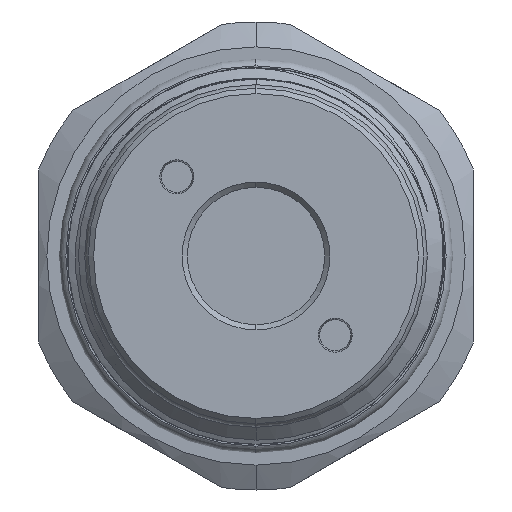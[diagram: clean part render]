
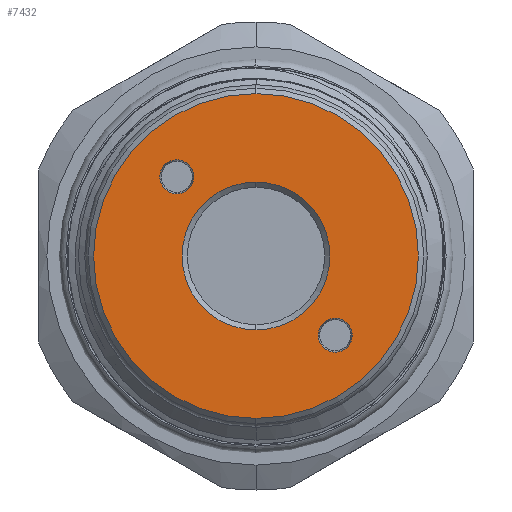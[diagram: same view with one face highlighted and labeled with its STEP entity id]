
A CAD part, left-side view. The second image highlights one B-rep face of the part: STEP entity #7432.
In plain terms, the highlighted planar face has unit normal (-1, 0, 0).
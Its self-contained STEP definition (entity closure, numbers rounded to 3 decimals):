
#119 = EDGE_CURVE ( 'NONE', #6599, #2070, #14366, .T. ) ;
#180 = AXIS2_PLACEMENT_3D ( 'NONE', #17381, #927, #16003 ) ;
#340 = CIRCLE ( 'NONE', #12893, 1.614 ) ;
#927 = DIRECTION ( 'NONE',  ( -1., 0., 0. ) ) ;
#1009 = EDGE_CURVE ( 'NONE', #3741, #14685, #4620, .T. ) ;
#1017 = DIRECTION ( 'NONE',  ( -1., 0., 0. ) ) ;
#1385 = EDGE_CURVE ( 'NONE', #14252, #10395, #13704, .T. ) ;
#1453 = DIRECTION ( 'NONE',  ( 0., 0., 1. ) ) ;
#1462 = CARTESIAN_POINT ( 'NONE',  ( 5.485, 0., 0. ) ) ;
#1717 = DIRECTION ( 'NONE',  ( 0., 0., -1. ) ) ;
#1883 = DIRECTION ( 'NONE',  ( 1., 0., 0. ) ) ;
#2051 = ORIENTED_EDGE ( 'NONE', *, *, #1385, .T. ) ;
#2070 = VERTEX_POINT ( 'NONE', #16727 ) ;
#2361 = FACE_OUTER_BOUND ( 'NONE', #17551, .T. ) ;
#2421 = DIRECTION ( 'NONE',  ( 0., 0., -1. ) ) ;
#2489 = EDGE_LOOP ( 'NONE', ( #7094, #17215 ) ) ;
#2779 = CARTESIAN_POINT ( 'NONE',  ( 5.485, -7.495, -9.11 ) ) ;
#2840 = AXIS2_PLACEMENT_3D ( 'NONE', #12045, #8954, #17194 ) ;
#3681 = CIRCLE ( 'NONE', #8355, 1.614 ) ;
#3741 = VERTEX_POINT ( 'NONE', #17458 ) ;
#4004 = DIRECTION ( 'NONE',  ( 0., 0., -1. ) ) ;
#4142 = AXIS2_PLACEMENT_3D ( 'NONE', #5531, #9667, #13763 ) ;
#4353 = EDGE_CURVE ( 'NONE', #2070, #6599, #7154, .T. ) ;
#4616 = EDGE_LOOP ( 'NONE', ( #13748, #5742 ) ) ;
#4620 = CIRCLE ( 'NONE', #180, 1.614 ) ;
#4653 = CARTESIAN_POINT ( 'NONE',  ( 5.485, 0., 7. ) ) ;
#4718 = DIRECTION ( 'NONE',  ( 0., 0., -1. ) ) ;
#5018 = CARTESIAN_POINT ( 'NONE',  ( 5.485, 7.495, 5.881 ) ) ;
#5123 = CARTESIAN_POINT ( 'NONE',  ( 5.485, 0., -15.375 ) ) ;
#5372 = AXIS2_PLACEMENT_3D ( 'NONE', #1462, #8302, #4004 ) ;
#5531 = CARTESIAN_POINT ( 'NONE',  ( 5.485, -7.495, -7.495 ) ) ;
#5588 = VERTEX_POINT ( 'NONE', #8624 ) ;
#5590 = CARTESIAN_POINT ( 'NONE',  ( 5.485, 0., 15.375 ) ) ;
#5742 = ORIENTED_EDGE ( 'NONE', *, *, #4353, .T. ) ;
#5823 = EDGE_CURVE ( 'NONE', #5588, #17242, #3681, .T. ) ;
#6518 = ORIENTED_EDGE ( 'NONE', *, *, #7759, .T. ) ;
#6599 = VERTEX_POINT ( 'NONE', #4653 ) ;
#6936 = DIRECTION ( 'NONE',  ( -1., 0., 0. ) ) ;
#7094 = ORIENTED_EDGE ( 'NONE', *, *, #5823, .F. ) ;
#7154 = CIRCLE ( 'NONE', #15591, 7. ) ;
#7432 = ADVANCED_FACE ( 'NONE', ( #10340, #2361, #15090, #7960 ), #10575, .F. ) ;
#7759 = EDGE_CURVE ( 'NONE', #10395, #14252, #9703, .T. ) ;
#7960 = FACE_BOUND ( 'NONE', #14002, .T. ) ;
#8193 = AXIS2_PLACEMENT_3D ( 'NONE', #14250, #1883, #4718 ) ;
#8302 = DIRECTION ( 'NONE',  ( -1., 0., 0. ) ) ;
#8340 = CIRCLE ( 'NONE', #4142, 1.614 ) ;
#8355 = AXIS2_PLACEMENT_3D ( 'NONE', #9913, #6936, #1453 ) ;
#8624 = CARTESIAN_POINT ( 'NONE',  ( 5.485, 7.495, 9.11 ) ) ;
#8954 = DIRECTION ( 'NONE',  ( 1., 0., 0. ) ) ;
#9311 = CARTESIAN_POINT ( 'NONE',  ( 5.485, 0., 0. ) ) ;
#9667 = DIRECTION ( 'NONE',  ( -1., 0., 0. ) ) ;
#9703 = CIRCLE ( 'NONE', #5372, 15.375 ) ;
#9913 = CARTESIAN_POINT ( 'NONE',  ( 5.485, 7.495, 7.495 ) ) ;
#10015 = DIRECTION ( 'NONE',  ( 1., 0., 0. ) ) ;
#10331 = DIRECTION ( 'NONE',  ( -1., 0., 0. ) ) ;
#10340 = FACE_BOUND ( 'NONE', #4616, .T. ) ;
#10395 = VERTEX_POINT ( 'NONE', #5590 ) ;
#10400 = EDGE_CURVE ( 'NONE', #14685, #3741, #8340, .T. ) ;
#10575 = PLANE ( 'NONE',  #2840 ) ;
#11799 = CARTESIAN_POINT ( 'NONE',  ( 5.485, 7.495, 7.495 ) ) ;
#11861 = DIRECTION ( 'NONE',  ( 0., 0., 1. ) ) ;
#12045 = CARTESIAN_POINT ( 'NONE',  ( 5.485, 0., 0. ) ) ;
#12713 = AXIS2_PLACEMENT_3D ( 'NONE', #9311, #1017, #2421 ) ;
#12893 = AXIS2_PLACEMENT_3D ( 'NONE', #11799, #10331, #11861 ) ;
#13704 = CIRCLE ( 'NONE', #12713, 15.375 ) ;
#13748 = ORIENTED_EDGE ( 'NONE', *, *, #119, .T. ) ;
#13763 = DIRECTION ( 'NONE',  ( 0., 0., -1. ) ) ;
#14002 = EDGE_LOOP ( 'NONE', ( #16509, #15737 ) ) ;
#14250 = CARTESIAN_POINT ( 'NONE',  ( 5.485, 0., 0. ) ) ;
#14252 = VERTEX_POINT ( 'NONE', #5123 ) ;
#14366 = CIRCLE ( 'NONE', #8193, 7. ) ;
#14685 = VERTEX_POINT ( 'NONE', #2779 ) ;
#15090 = FACE_BOUND ( 'NONE', #2489, .T. ) ;
#15591 = AXIS2_PLACEMENT_3D ( 'NONE', #16928, #10015, #1717 ) ;
#15737 = ORIENTED_EDGE ( 'NONE', *, *, #1009, .F. ) ;
#16003 = DIRECTION ( 'NONE',  ( 0., 0., -1. ) ) ;
#16509 = ORIENTED_EDGE ( 'NONE', *, *, #10400, .F. ) ;
#16553 = EDGE_CURVE ( 'NONE', #17242, #5588, #340, .T. ) ;
#16727 = CARTESIAN_POINT ( 'NONE',  ( 5.485, 0., -7. ) ) ;
#16928 = CARTESIAN_POINT ( 'NONE',  ( 5.485, 0., 0. ) ) ;
#17194 = DIRECTION ( 'NONE',  ( 0., 0., -1. ) ) ;
#17215 = ORIENTED_EDGE ( 'NONE', *, *, #16553, .F. ) ;
#17242 = VERTEX_POINT ( 'NONE', #5018 ) ;
#17381 = CARTESIAN_POINT ( 'NONE',  ( 5.485, -7.495, -7.495 ) ) ;
#17458 = CARTESIAN_POINT ( 'NONE',  ( 5.485, -7.495, -5.881 ) ) ;
#17551 = EDGE_LOOP ( 'NONE', ( #2051, #6518 ) ) ;
